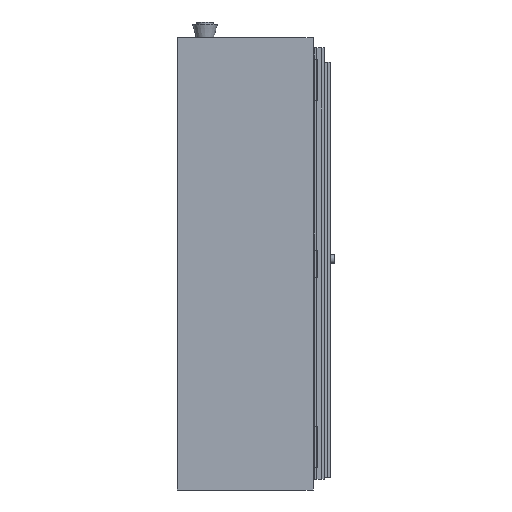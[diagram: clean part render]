
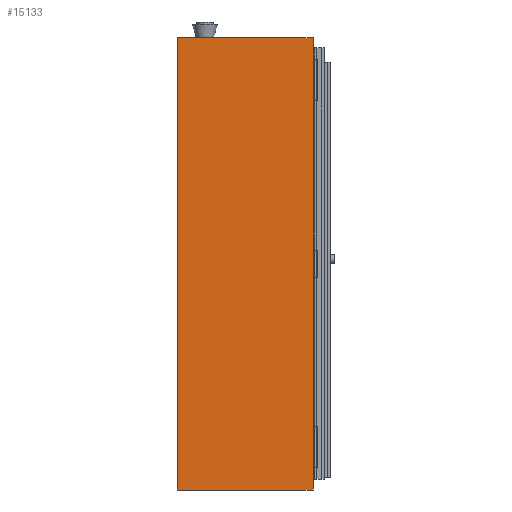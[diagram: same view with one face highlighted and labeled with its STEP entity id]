
A CAD part, left-side view. The second image highlights one B-rep face of the part: STEP entity #15133.
In plain terms, the highlighted planar face has unit normal (-1, 0, 0).
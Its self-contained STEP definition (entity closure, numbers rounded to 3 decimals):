
#786=FACE_OUTER_BOUND('',#1641,.T.);
#1641=EDGE_LOOP('',(#9778,#9779,#9780,#9781));
#2680=LINE('',#20531,#4395);
#2686=LINE('',#20543,#4401);
#2688=LINE('',#20547,#4403);
#2689=LINE('',#20548,#4404);
#4395=VECTOR('',#17161,10.);
#4401=VECTOR('',#17171,10.);
#4403=VECTOR('',#17175,10.);
#4404=VECTOR('',#17176,10.);
#6057=VERTEX_POINT('',#20527);
#6059=VERTEX_POINT('',#20530);
#6063=VERTEX_POINT('',#20542);
#6064=VERTEX_POINT('',#20546);
#7502=EDGE_CURVE('',#6059,#6057,#2680,.T.);
#7508=EDGE_CURVE('',#6059,#6063,#2686,.T.);
#7510=EDGE_CURVE('',#6057,#6064,#2688,.T.);
#7511=EDGE_CURVE('',#6064,#6063,#2689,.T.);
#9778=ORIENTED_EDGE('',*,*,#7508,.F.);
#9779=ORIENTED_EDGE('',*,*,#7502,.T.);
#9780=ORIENTED_EDGE('',*,*,#7510,.T.);
#9781=ORIENTED_EDGE('',*,*,#7511,.T.);
#13669=PLANE('',#16092);
#15133=ADVANCED_FACE('',(#786),#13669,.F.);
#16092=AXIS2_PLACEMENT_3D('',#20545,#17173,#17174);
#17161=DIRECTION('',(0.,0.,-1.));
#17171=DIRECTION('',(0.,-1.,0.));
#17173=DIRECTION('center_axis',(1.,0.,0.));
#17174=DIRECTION('ref_axis',(0.,0.,1.));
#17175=DIRECTION('',(0.,-1.,0.));
#17176=DIRECTION('',(0.,0.,1.));
#20527=CARTESIAN_POINT('',(298.553,307.75,-1025.125));
#20530=CARTESIAN_POINT('',(298.553,307.75,1025.125));
#20531=CARTESIAN_POINT('',(298.553,307.75,-1025.125));
#20542=CARTESIAN_POINT('',(298.553,-307.75,1025.125));
#20543=CARTESIAN_POINT('',(298.553,0.,1025.125));
#20545=CARTESIAN_POINT('Origin',(298.553,0.,-1025.125));
#20546=CARTESIAN_POINT('',(298.553,-307.75,-1025.125));
#20547=CARTESIAN_POINT('',(298.553,0.,-1025.125));
#20548=CARTESIAN_POINT('',(298.553,-307.75,-1025.125));
